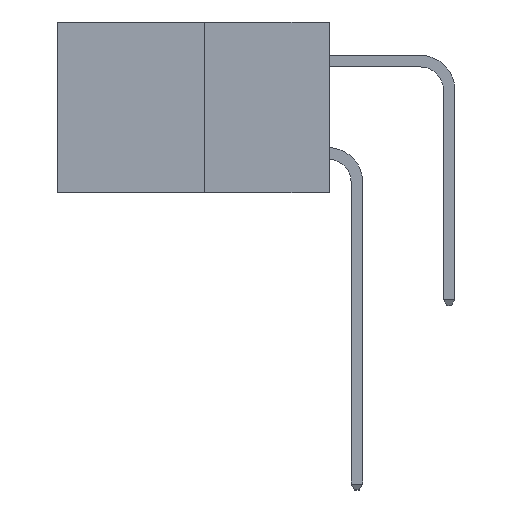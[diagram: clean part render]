
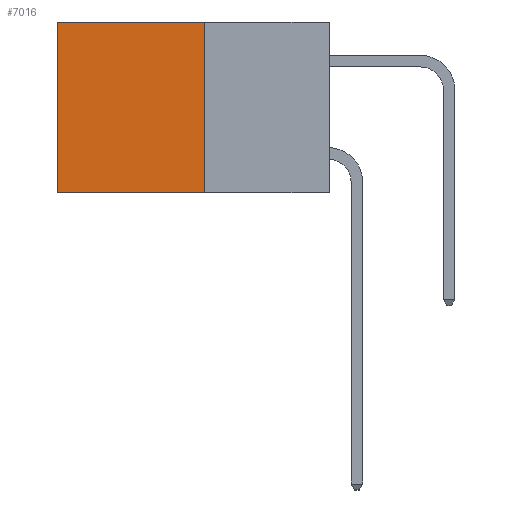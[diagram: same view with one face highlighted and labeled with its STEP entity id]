
A CAD part, left-side view. The second image highlights one B-rep face of the part: STEP entity #7016.
In plain terms, the highlighted planar face has unit normal (-1, 0, 0).
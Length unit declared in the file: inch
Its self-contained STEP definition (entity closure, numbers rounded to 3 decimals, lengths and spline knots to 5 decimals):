
#836 = VECTOR ( 'NONE', #7755, 39.37008 ) ;
#1770 = CARTESIAN_POINT ( 'NONE',  ( 0.277, 0.59, -0.37 ) ) ;
#3174 = VECTOR ( 'NONE', #11691, 39.37008 ) ;
#3864 = DIRECTION ( 'NONE',  ( 0., 0., -1. ) ) ;
#3908 = LINE ( 'NONE', #4712, #3174 ) ;
#3923 = VECTOR ( 'NONE', #3864, 39.37008 ) ;
#4712 = CARTESIAN_POINT ( 'NONE',  ( 0.277, 0.27, -0.37 ) ) ;
#4762 = VERTEX_POINT ( 'NONE', #11968 ) ;
#4992 = VERTEX_POINT ( 'NONE', #12647 ) ;
#5124 = EDGE_CURVE ( 'NONE', #4992, #4762, #7130, .T. ) ;
#5195 = CARTESIAN_POINT ( 'NONE',  ( 0.277, 0.27, -0.37 ) ) ;
#5369 = VERTEX_POINT ( 'NONE', #1770 ) ;
#6299 = CARTESIAN_POINT ( 'NONE',  ( 0.277, 0.59, -0.37 ) ) ;
#6364 = EDGE_CURVE ( 'NONE', #4762, #5369, #13085, .T. ) ;
#6434 = PLANE ( 'NONE',  #8291 ) ;
#6887 = EDGE_CURVE ( 'NONE', #10639, #5369, #3908, .T. ) ;
#7016 = ADVANCED_FACE ( 'NONE', ( #7636 ), #6434, .F. ) ;
#7130 = LINE ( 'NONE', #7626, #836 ) ;
#7606 = DIRECTION ( 'NONE',  ( 0., 0., -1. ) ) ;
#7626 = CARTESIAN_POINT ( 'NONE',  ( 0.277, 0.27, 0. ) ) ;
#7636 = FACE_OUTER_BOUND ( 'NONE', #14781, .T. ) ;
#7755 = DIRECTION ( 'NONE',  ( 0., 1., 0. ) ) ;
#8086 = DIRECTION ( 'NONE',  ( 0., 0., -1. ) ) ;
#8291 = AXIS2_PLACEMENT_3D ( 'NONE', #5195, #14259, #7606 ) ;
#8553 = ORIENTED_EDGE ( 'NONE', *, *, #6364, .T. ) ;
#9625 = ORIENTED_EDGE ( 'NONE', *, *, #6887, .F. ) ;
#10639 = VERTEX_POINT ( 'NONE', #14428 ) ;
#10954 = VECTOR ( 'NONE', #8086, 39.37008 ) ;
#11654 = LINE ( 'NONE', #13639, #10954 ) ;
#11691 = DIRECTION ( 'NONE',  ( 0., 1., 0. ) ) ;
#11747 = ORIENTED_EDGE ( 'NONE', *, *, #5124, .T. ) ;
#11968 = CARTESIAN_POINT ( 'NONE',  ( 0.277, 0.59, 0. ) ) ;
#12434 = EDGE_CURVE ( 'NONE', #4992, #10639, #11654, .T. ) ;
#12647 = CARTESIAN_POINT ( 'NONE',  ( 0.277, 0.27, 0. ) ) ;
#13085 = LINE ( 'NONE', #6299, #3923 ) ;
#13615 = ORIENTED_EDGE ( 'NONE', *, *, #12434, .F. ) ;
#13639 = CARTESIAN_POINT ( 'NONE',  ( 0.277, 0.27, -0.37 ) ) ;
#14259 = DIRECTION ( 'NONE',  ( 1., 0., 0. ) ) ;
#14428 = CARTESIAN_POINT ( 'NONE',  ( 0.277, 0.27, -0.37 ) ) ;
#14781 = EDGE_LOOP ( 'NONE', ( #8553, #9625, #13615, #11747 ) ) ;
